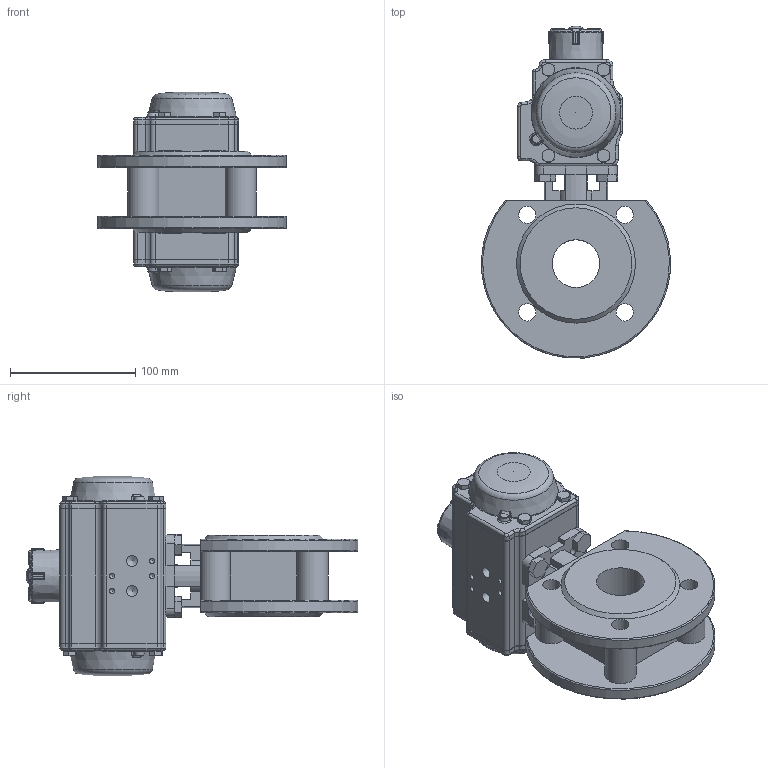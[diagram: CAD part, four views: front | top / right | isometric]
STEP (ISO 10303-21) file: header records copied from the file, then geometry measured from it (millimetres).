
FILE_DESCRIPTION(/* description */ ('Unknown'),/* implementation_level */ '2;1');
FILE_NAME(/* name */ 'DW03 0931_0932-08',/* time_stamp */ '2024-05-28T08:45:53+02:00',/* author */ ('Unknown'),/* organization */ ('Unknown'),/* preprocessor_version */ 'ST-DEVELOPER v19.4',/* originating_system */ 'Solid Edge',/* authorisation */ 'Unknown');
FILE_SCHEMA (('AUTOMOTIVE_DESIGN {1 0 10303 214 3 1 1}'));
Length unit declared in the file: millimetre
Products named in the file (10): DW03 0932-08; 8.440.040; DW03_FR02_(DW36_FR26); KP-63; hexagon head bolts--product grade c gb_GB_FASTENER_BOLT_HHBC M6X30-N; cup head nib bolts with large head gb_GB_FASTENER_BOLT_CHNBW M6X25-N; _____________; ________(___________; ______; M8x20
Assembly tree (21 placements, depth 3):
  DW03 0932-08
    8.440.040
    DW03_FR02_(DW36_FR26)
      KP-63
      hexagon head bolts--product grade c gb_GB_FASTENER_BOLT_HHBC M6X30-N  x8
      cup head nib bolts with large head gb_GB_FASTENER_BOLT_CHNBW M6X25-N
      _____________  x2
      ________(___________  x2
      ______
    M8x20  x4
Bounding box: 150.81 x 264.83 x 159 mm (x, y, z)
Volume: 1500718.3 mm3; surface area: 190598 mm2
Topology: 20 solids, 21 shells, 1059 faces, 2548 edges, 1549 vertices
Faces by surface type: plane 373, cylinder 321, cone 135, bspline 121, torus 98, sphere 11
Full cylindrical faces by diameter (mm): 2.325 x2, 3 x16, 3.3 x8, 4.2 x8, 4.66 x1, 5 x13, 6 x9, 6.2 x1, 6.8 x4, 7 x4, 8 x4, 8.8 x2, 9 x4, 13.835 x4, 15.8 x1, 18 x1, 18.8 x1, 20.2 x1, 24.7 x1, 25.5 x1, 28 x1, 38 x1, 38.5 x1, 40.9 x1
Entity records: 25317 total; most frequent: CARTESIAN_POINT 7451, DIRECTION 3549, ORIENTED_EDGE 3352, EDGE_CURVE 1676, AXIS2_PLACEMENT_3D 1407, VERTEX_POINT 1116, FACE_BOUND 960, EDGE_LOOP 935
